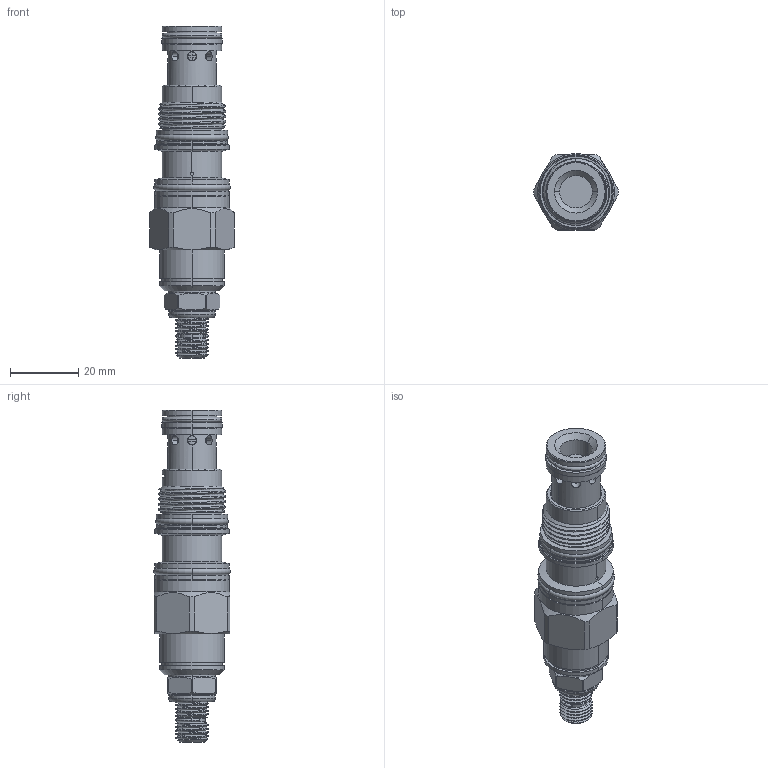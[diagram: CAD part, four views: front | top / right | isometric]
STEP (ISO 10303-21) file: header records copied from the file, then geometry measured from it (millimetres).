
FILE_DESCRIPTION (( 'STEP AP203' ), '1' );
FILE_NAME ('SP11A30-L.STEP', '2016-08-11T00:21:08', ( '' ), ( '' ), 'SwSTEP 2.0', 'SolidWorks 2012', '' );
FILE_SCHEMA (( 'CONFIG_CONTROL_DESIGN' ));
Length unit declared in the file: millimetre
Products named in the file (1): SP11A30-L
Bounding box: 24.79 x 22.55 x 97.29 mm (x, y, z)
Volume: 23571.9 mm3; surface area: 10468.8 mm2
Topology: 5 solids, 5 shells, 332 faces, 870 edges, 541 vertices
Faces by surface type: cylinder 185, plane 63, cone 46, torus 28, bspline 10
Entity records: 19898 total; most frequent: CARTESIAN_POINT 12093, ORIENTED_EDGE 1736, DIRECTION 1546, EDGE_CURVE 868, AXIS2_PLACEMENT_3D 651, VERTEX_POINT 541, EDGE_LOOP 365, ADVANCED_FACE 332
